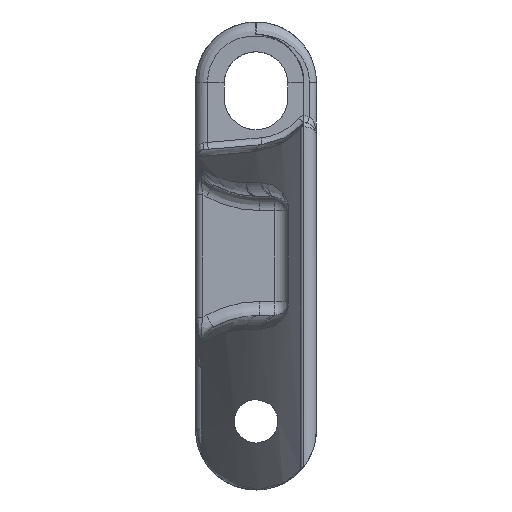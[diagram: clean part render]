
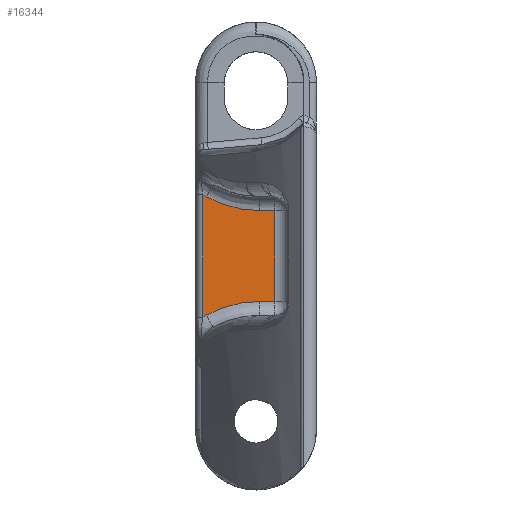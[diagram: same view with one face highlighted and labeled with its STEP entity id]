
A CAD part, left-side view. The second image highlights one B-rep face of the part: STEP entity #16344.
In plain terms, the highlighted planar face has unit normal (-1, 0.018, 0).
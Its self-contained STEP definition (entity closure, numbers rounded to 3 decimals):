
#944 = ORIENTED_EDGE ( 'NONE', *, *, #7759, .T. ) ;
#1394 = EDGE_CURVE ( 'NONE', #5790, #17867, #26121, .T. ) ;
#1665 = EDGE_CURVE ( 'NONE', #15520, #6493, #13334, .T. ) ;
#1682 = CARTESIAN_POINT ( 'NONE',  ( -42.892, -0.532, -3.275 ) ) ;
#2140 = VECTOR ( 'NONE', #2782, 1000. ) ;
#2749 = CARTESIAN_POINT ( 'NONE',  ( -42.897, -0.8, -4.245 ) ) ;
#2782 = DIRECTION ( 'NONE',  ( -0.017, -1., 0. ) ) ;
#3903 = B_SPLINE_CURVE_WITH_KNOTS ( 'NONE', 3,
 ( #29282, #26840, #15142, #24533 ),
 .UNSPECIFIED., .F., .F.,
 ( 4, 4 ),
 ( 0., 0. ),
 .UNSPECIFIED. ) ;
#4468 = CARTESIAN_POINT ( 'NONE',  ( -42.918, -1.978, 3.605 ) ) ;
#4926 = DIRECTION ( 'NONE',  ( 0., 0., 1. ) ) ;
#4945 = ORIENTED_EDGE ( 'NONE', *, *, #6838, .T. ) ;
#5075 = CARTESIAN_POINT ( 'NONE',  ( -42.983, -5.717, 3.275 ) ) ;
#5267 =( BOUNDED_CURVE ( )  B_SPLINE_CURVE ( 3, ( #11215, #29824, #4468, #15676 ),
 .UNSPECIFIED., .F., .F. ) 
 B_SPLINE_CURVE_WITH_KNOTS ( ( 4, 4 ),
 ( 4.712, 5.21 ),
 .UNSPECIFIED. ) 
 CURVE ( )  GEOMETRIC_REPRESENTATION_ITEM ( )  RATIONAL_B_SPLINE_CURVE ( ( 1., 0.979, 0.979, 1. ) ) 
 REPRESENTATION_ITEM ( '' )  );
#5714 = AXIS2_PLACEMENT_3D ( 'NONE', #18174, #15412, #15870 ) ;
#5790 = VERTEX_POINT ( 'NONE', #16715 ) ;
#6062 = PLANE ( 'NONE',  #5714 ) ;
#6493 = VERTEX_POINT ( 'NONE', #22107 ) ;
#6838 = EDGE_CURVE ( 'NONE', #20964, #10978, #10060, .T. ) ;
#6973 = CARTESIAN_POINT ( 'NONE',  ( -42.983, -5.717, 3.275 ) ) ;
#7205 = CARTESIAN_POINT ( 'NONE',  ( -42.894, -0.617, -4.352 ) ) ;
#7493 = CARTESIAN_POINT ( 'NONE',  ( -42.94, -3.278, -3.275 ) ) ;
#7759 = EDGE_CURVE ( 'NONE', #10978, #5790, #8262, .T. ) ;
#8103 = CARTESIAN_POINT ( 'NONE',  ( -42.918, -1.978, -3.605 ) ) ;
#8115 = ORIENTED_EDGE ( 'NONE', *, *, #1394, .T. ) ;
#8262 = LINE ( 'NONE', #16591, #2140 ) ;
#9081 = EDGE_CURVE ( 'NONE', #20507, #15520, #3903, .T. ) ;
#10060 =( BOUNDED_CURVE ( )  B_SPLINE_CURVE ( 3, ( #24397, #8103, #7493, #19310 ),
 .UNSPECIFIED., .F., .F. ) 
 B_SPLINE_CURVE_WITH_KNOTS ( ( 4, 4 ),
 ( 1.073, 1.571 ),
 .UNSPECIFIED. ) 
 CURVE ( )  GEOMETRIC_REPRESENTATION_ITEM ( )  RATIONAL_B_SPLINE_CURVE ( ( 1., 0.979, 0.979, 1. ) ) 
 REPRESENTATION_ITEM ( '' )  );
#10978 = VERTEX_POINT ( 'NONE', #26380 ) ;
#11035 = DIRECTION ( 'NONE',  ( 0., 0., -1. ) ) ;
#11215 = CARTESIAN_POINT ( 'NONE',  ( -42.964, -4.619, 3.275 ) ) ;
#11315 = EDGE_CURVE ( 'NONE', #6493, #20964, #14048, .T. ) ;
#11769 = CARTESIAN_POINT ( 'NONE',  ( -42.897, -0.8, -4.245 ) ) ;
#12026 = CARTESIAN_POINT ( 'NONE',  ( -42.897, -0.8, 4.245 ) ) ;
#12734 = LINE ( 'NONE', #26583, #24308 ) ;
#13334 = LINE ( 'NONE', #1682, #17960 ) ;
#14048 = B_SPLINE_CURVE_WITH_KNOTS ( 'NONE', 3,
 ( #21030, #7205, #23953, #2749 ),
 .UNSPECIFIED., .F., .F.,
 ( 4, 4 ),
 ( 0., 0.001 ),
 .UNSPECIFIED. ) ;
#14436 = EDGE_CURVE ( 'NONE', #28674, #20507, #5267, .T. ) ;
#14722 = EDGE_CURVE ( 'NONE', #17867, #28674, #12734, .T. ) ;
#15142 = CARTESIAN_POINT ( 'NONE',  ( -42.894, -0.617, 4.353 ) ) ;
#15412 = DIRECTION ( 'NONE',  ( -1., 0.017, 0. ) ) ;
#15520 = VERTEX_POINT ( 'NONE', #18919 ) ;
#15676 = CARTESIAN_POINT ( 'NONE',  ( -42.897, -0.8, 4.245 ) ) ;
#15870 = DIRECTION ( 'NONE',  ( -0.017, -1., 0. ) ) ;
#16344 = ADVANCED_FACE ( 'NONE', ( #25113 ), #6062, .T. ) ;
#16409 = ORIENTED_EDGE ( 'NONE', *, *, #1665, .T. ) ;
#16591 = CARTESIAN_POINT ( 'NONE',  ( -42.983, -5.7, -3.275 ) ) ;
#16715 = CARTESIAN_POINT ( 'NONE',  ( -42.983, -5.717, -3.275 ) ) ;
#17867 = VERTEX_POINT ( 'NONE', #6973 ) ;
#17960 = VECTOR ( 'NONE', #11035, 1000. ) ;
#18174 = CARTESIAN_POINT ( 'NONE',  ( -43., -6.7, -3.275 ) ) ;
#18573 = ORIENTED_EDGE ( 'NONE', *, *, #9081, .T. ) ;
#18919 = CARTESIAN_POINT ( 'NONE',  ( -42.892, -0.532, 4.414 ) ) ;
#19310 = CARTESIAN_POINT ( 'NONE',  ( -42.964, -4.619, -3.275 ) ) ;
#19741 = ORIENTED_EDGE ( 'NONE', *, *, #14722, .T. ) ;
#20087 = ORIENTED_EDGE ( 'NONE', *, *, #14436, .T. ) ;
#20507 = VERTEX_POINT ( 'NONE', #12026 ) ;
#20964 = VERTEX_POINT ( 'NONE', #11769 ) ;
#21030 = CARTESIAN_POINT ( 'NONE',  ( -42.892, -0.532, -4.414 ) ) ;
#22098 = DIRECTION ( 'NONE',  ( 0.017, 1., 0. ) ) ;
#22107 = CARTESIAN_POINT ( 'NONE',  ( -42.892, -0.532, -4.414 ) ) ;
#22296 = EDGE_LOOP ( 'NONE', ( #18573, #16409, #28892, #4945, #944, #8115, #19741, #20087 ) ) ;
#23953 = CARTESIAN_POINT ( 'NONE',  ( -42.895, -0.707, -4.296 ) ) ;
#24308 = VECTOR ( 'NONE', #22098, 1000. ) ;
#24397 = CARTESIAN_POINT ( 'NONE',  ( -42.897, -0.8, -4.245 ) ) ;
#24533 = CARTESIAN_POINT ( 'NONE',  ( -42.892, -0.532, 4.414 ) ) ;
#25113 = FACE_OUTER_BOUND ( 'NONE', #22296, .T. ) ;
#26121 = LINE ( 'NONE', #5075, #26374 ) ;
#26374 = VECTOR ( 'NONE', #4926, 1000. ) ;
#26380 = CARTESIAN_POINT ( 'NONE',  ( -42.964, -4.619, -3.275 ) ) ;
#26583 = CARTESIAN_POINT ( 'NONE',  ( -42.963, -4.602, 3.275 ) ) ;
#26840 = CARTESIAN_POINT ( 'NONE',  ( -42.895, -0.706, 4.296 ) ) ;
#27523 = CARTESIAN_POINT ( 'NONE',  ( -42.964, -4.619, 3.275 ) ) ;
#28674 = VERTEX_POINT ( 'NONE', #27523 ) ;
#28892 = ORIENTED_EDGE ( 'NONE', *, *, #11315, .T. ) ;
#29282 = CARTESIAN_POINT ( 'NONE',  ( -42.897, -0.8, 4.245 ) ) ;
#29824 = CARTESIAN_POINT ( 'NONE',  ( -42.94, -3.278, 3.275 ) ) ;
